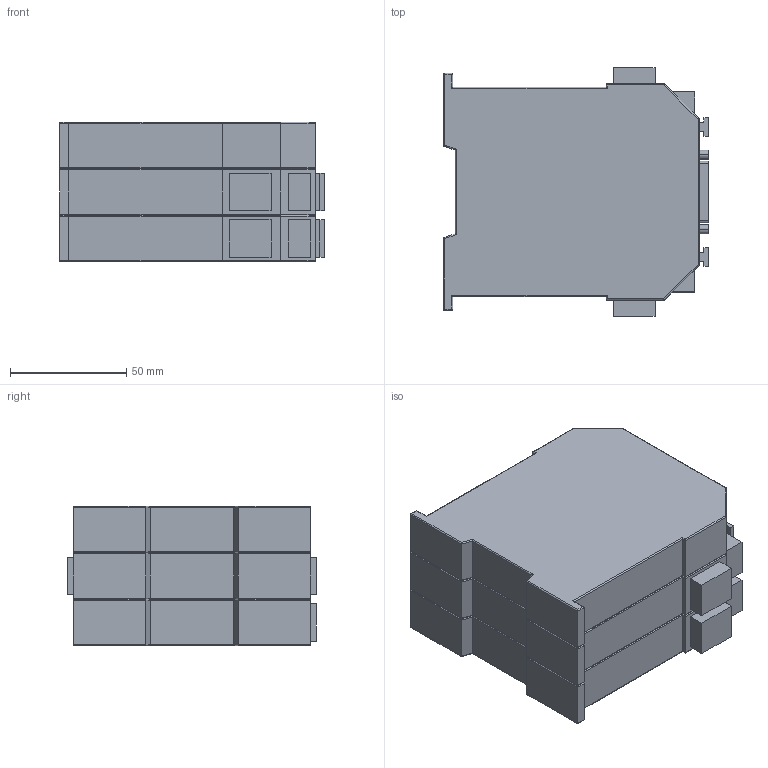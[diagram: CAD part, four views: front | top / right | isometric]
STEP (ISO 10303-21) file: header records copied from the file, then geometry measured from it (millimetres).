
FILE_DESCRIPTION((''),'2;1');
FILE_NAME('KF_D200374A','2005-12-15T',('Pepperl+Fuchs'),('Industriehansa'),'PRO/ENGINEER BY PARAMETRIC TECHNOLOGY CORPORATION, 2005290','PRO/ENGINEER BY PARAMETRIC TECHNOLOGY CORPORATION, 2005290','');
FILE_SCHEMA(('AUTOMOTIVE_DESIGN_CC2 { 1 2 10303 214 -1 1 5 2 }'));
Length unit declared in the file: millimetre
Products named in the file (1): KF_D200374A
Bounding box: 114 x 107 x 60 mm (x, y, z)
Volume: 589461 mm3; surface area: 48005.9 mm2
Topology: 1 solids, 1 shells, 233 faces, 513 edges, 294 vertices
Faces by surface type: plane 117, cylinder 116
Entity records: 8697 total; most frequent: CARTESIAN_POINT 1748, ORIENTED_EDGE 1026, DIRECTION 887, PRESENTATION_STYLE_ASSIGNMENT 556, STYLED_ITEM 514, CURVE_STYLE 513, EDGE_CURVE 513, VECTOR 389
